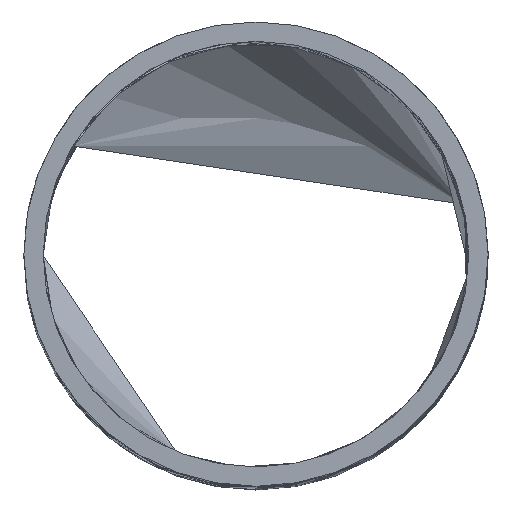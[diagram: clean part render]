
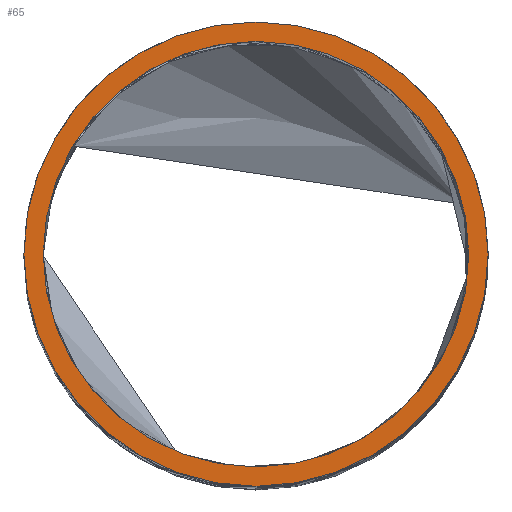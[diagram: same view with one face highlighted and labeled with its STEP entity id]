
A CAD part, top view. The second image highlights one B-rep face of the part: STEP entity #65.
In plain terms, the highlighted planar face has unit normal (0, 0, 1).
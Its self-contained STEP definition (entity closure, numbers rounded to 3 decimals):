
#65=ADVANCED_FACE('',(#1171,#1173),#1175,.T.);
#1171=FACE_BOUND('',#1172,.T.);
#1172=EDGE_LOOP('',(#1379));
#1173=FACE_BOUND('',#1174,.T.);
#1174=EDGE_LOOP('',(#1380));
#1175=PLANE('',#1176);
#1176=AXIS2_PLACEMENT_3D('',#1177,#1178,#1179);
#1177=CARTESIAN_POINT('',(0.,0.,110.));
#1178=DIRECTION('',(0.,0.,1.));
#1179=DIRECTION('',(1.,0.,0.));
#1379=ORIENTED_EDGE('',*,*,#1421,.T.);
#1380=ORIENTED_EDGE('',*,*,#1445,.T.);
#1421=EDGE_CURVE('',#1507,#1507,#1508,.T.);
#1445=EDGE_CURVE('',#1555,#1555,#1556,.F.);
#1507=VERTEX_POINT('',#2051);
#1508=CIRCLE('',#2052,12.);
#1555=VERTEX_POINT('',#2538);
#1556=CIRCLE('',#2539,11.);
#2051=CARTESIAN_POINT('',(-12.,0.,110.));
#2052=AXIS2_PLACEMENT_3D('',#2053,#2054,#2055);
#2053=CARTESIAN_POINT('',(0.,0.,110.));
#2054=DIRECTION('',(0.,0.,1.));
#2055=DIRECTION('',(1.,0.,0.));
#2538=CARTESIAN_POINT('',(-11.,0.,110.));
#2539=AXIS2_PLACEMENT_3D('',#2540,#2541,#2542);
#2540=CARTESIAN_POINT('',(0.,0.,110.));
#2541=DIRECTION('',(0.,0.,1.));
#2542=DIRECTION('',(1.,0.,0.));
